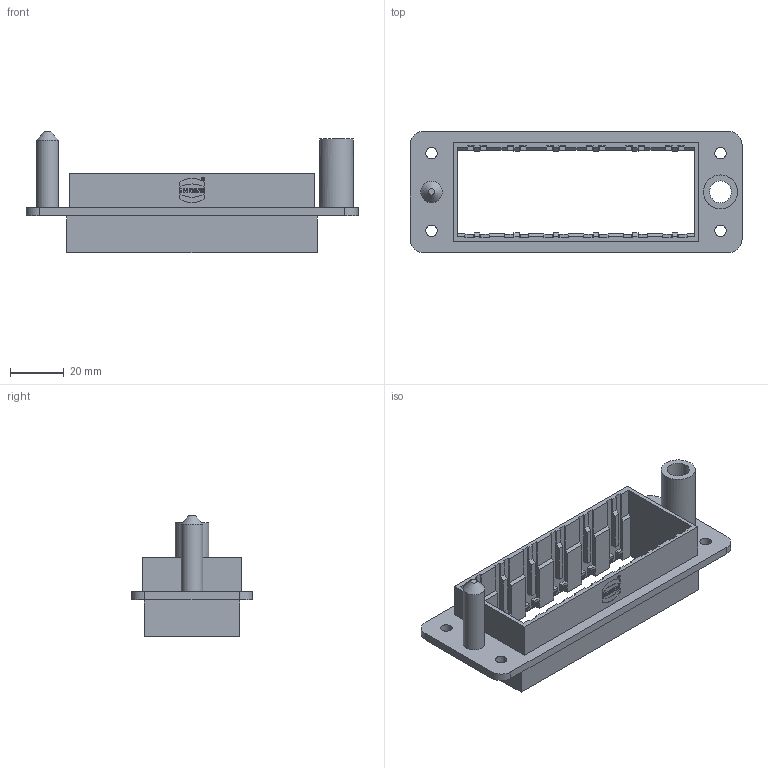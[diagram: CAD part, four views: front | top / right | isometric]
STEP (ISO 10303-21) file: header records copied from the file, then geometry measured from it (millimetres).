
FILE_DESCRIPTION(/* description */ (''),/* implementation_level */ '2;1');
FILE_NAME(/* name */ '100220527ugm000_d.stp',/* time_stamp */ '2019-12-11T14:16:48+01:00',/* author */ (''),/* organization */ (''),/* preprocessor_version */ 'ST-DEVELOPER v16.7',/* originating_system */ 'SIEMENS PLM Software NX 12.0',/* authorisation */ '');
FILE_SCHEMA (('AUTOMOTIVE_DESIGN { 1 0 10303 214 3 1 1 1 }'));
Length unit declared in the file: millimetre
Products named in the file (1): 100220527ugm000_d
Bounding box: 123.4 x 45 x 45.2 mm (x, y, z)
Volume: 22583.3 mm3; surface area: 24256.1 mm2
Topology: 1 solids, 1 shells, 505 faces, 1425 edges, 953 vertices
Faces by surface type: plane 406, extrusion 77, cylinder 21, cone 1
Full cylindrical faces by diameter (mm): 1.025 x1, 1.211 x1, 4.2 x4, 8 x1, 8.2 x1, 12.6 x1
Entity records: 19099 total; most frequent: CARTESIAN_POINT 3655, ORIENTED_EDGE 2822, DIRECTION 2235, EDGE_CURVE 1411, VECTOR 1291, LINE 1214, VERTEX_POINT 947, EDGE_LOOP 556
